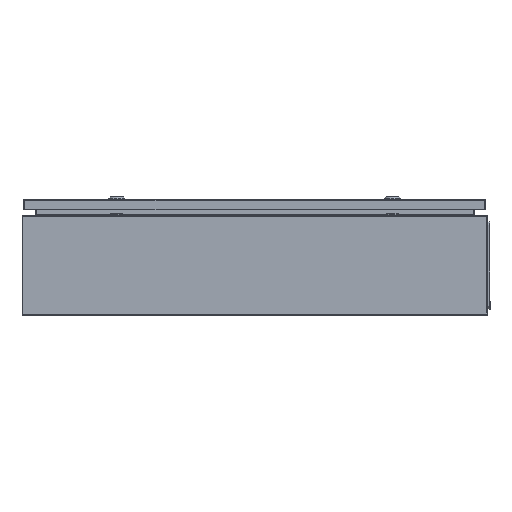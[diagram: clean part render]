
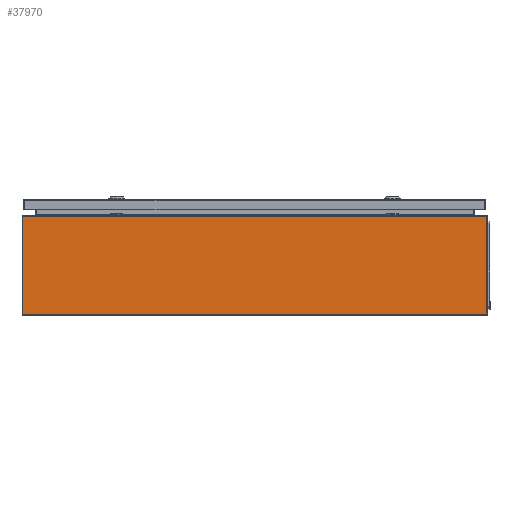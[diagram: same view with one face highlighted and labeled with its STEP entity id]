
A CAD part, left-side view. The second image highlights one B-rep face of the part: STEP entity #37970.
In plain terms, the highlighted planar face has unit normal (-1, 0, 0).
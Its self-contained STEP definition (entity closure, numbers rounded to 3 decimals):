
#1249 = VERTEX_POINT ( 'NONE', #32791 ) ;
#1283 = CARTESIAN_POINT ( 'NONE',  ( -400., 400., 1.7 ) ) ;
#2476 = EDGE_CURVE ( 'NONE', #7420, #1249, #21250, .T. ) ;
#2559 = EDGE_CURVE ( 'NONE', #8597, #24405, #27603, .T. ) ;
#2787 = EDGE_CURVE ( 'NONE', #36791, #7420, #20841, .T. ) ;
#3311 = EDGE_CURVE ( 'NONE', #8597, #36791, #12333, .T. ) ;
#3777 = DIRECTION ( 'NONE',  ( 0., 0., -1. ) ) ;
#5007 = VECTOR ( 'NONE', #35784, 1000. ) ;
#5347 = DIRECTION ( 'NONE',  ( 1., 0., 0. ) ) ;
#6253 = DIRECTION ( 'NONE',  ( 0., 1., 0. ) ) ;
#6672 = DIRECTION ( 'NONE',  ( 0., 1., 0. ) ) ;
#6846 = CARTESIAN_POINT ( 'NONE',  ( -400., -398.2, 170.5 ) ) ;
#7420 = VERTEX_POINT ( 'NONE', #6846 ) ;
#8190 = ORIENTED_EDGE ( 'NONE', *, *, #2787, .T. ) ;
#8213 = FACE_OUTER_BOUND ( 'NONE', #37317, .T. ) ;
#8548 = VECTOR ( 'NONE', #6672, 1000. ) ;
#8597 = VERTEX_POINT ( 'NONE', #22830 ) ;
#8803 = LINE ( 'NONE', #20516, #20375 ) ;
#9604 = ORIENTED_EDGE ( 'NONE', *, *, #31904, .T. ) ;
#10580 = ORIENTED_EDGE ( 'NONE', *, *, #3311, .T. ) ;
#12333 = LINE ( 'NONE', #24045, #5007 ) ;
#12986 = DIRECTION ( 'NONE',  ( 0., 1., 0. ) ) ;
#13508 = VERTEX_POINT ( 'NONE', #15018 ) ;
#14389 = EDGE_CURVE ( 'NONE', #13508, #24405, #18349, .T. ) ;
#14701 = VECTOR ( 'NONE', #12986, 1000. ) ;
#15018 = CARTESIAN_POINT ( 'NONE',  ( -400., 400., 170.5 ) ) ;
#16544 = CARTESIAN_POINT ( 'NONE',  ( -400., 400., 1.7 ) ) ;
#17040 = DIRECTION ( 'NONE',  ( 0., 0., -1. ) ) ;
#18349 = LINE ( 'NONE', #30104, #22010 ) ;
#19391 = ORIENTED_EDGE ( 'NONE', *, *, #2476, .T. ) ;
#19497 = AXIS2_PLACEMENT_3D ( 'NONE', #31652, #5347, #17040 ) ;
#19921 = PLANE ( 'NONE',  #19497 ) ;
#20375 = VECTOR ( 'NONE', #32243, 1000. ) ;
#20516 = CARTESIAN_POINT ( 'NONE',  ( -400., 0., 170.5 ) ) ;
#20828 = VECTOR ( 'NONE', #6253, 1000. ) ;
#20841 = LINE ( 'NONE', #32576, #20828 ) ;
#21250 = LINE ( 'NONE', #32994, #8548 ) ;
#22010 = VECTOR ( 'NONE', #3777, 1000. ) ;
#22830 = CARTESIAN_POINT ( 'NONE',  ( -400., -400., 1.7 ) ) ;
#24045 = CARTESIAN_POINT ( 'NONE',  ( -400., -400., 0. ) ) ;
#24405 = VERTEX_POINT ( 'NONE', #16544 ) ;
#27603 = LINE ( 'NONE', #1283, #14701 ) ;
#28169 = ORIENTED_EDGE ( 'NONE', *, *, #2559, .F. ) ;
#30104 = CARTESIAN_POINT ( 'NONE',  ( -400., 400., 0. ) ) ;
#30397 = ORIENTED_EDGE ( 'NONE', *, *, #14389, .T. ) ;
#31652 = CARTESIAN_POINT ( 'NONE',  ( -400., 0., 0. ) ) ;
#31904 = EDGE_CURVE ( 'NONE', #1249, #13508, #8803, .T. ) ;
#32243 = DIRECTION ( 'NONE',  ( 0., 1., 0. ) ) ;
#32576 = CARTESIAN_POINT ( 'NONE',  ( -400., 0., 170.5 ) ) ;
#32791 = CARTESIAN_POINT ( 'NONE',  ( -400., 398.2, 170.5 ) ) ;
#32994 = CARTESIAN_POINT ( 'NONE',  ( -400., -398.2, 170.5 ) ) ;
#35784 = DIRECTION ( 'NONE',  ( 0., 0., 1. ) ) ;
#36791 = VERTEX_POINT ( 'NONE', #36913 ) ;
#36913 = CARTESIAN_POINT ( 'NONE',  ( -400., -400., 170.5 ) ) ;
#37317 = EDGE_LOOP ( 'NONE', ( #28169, #10580, #8190, #19391, #9604, #30397 ) ) ;
#37970 = ADVANCED_FACE ( 'NONE', ( #8213 ), #19921, .F. ) ;
